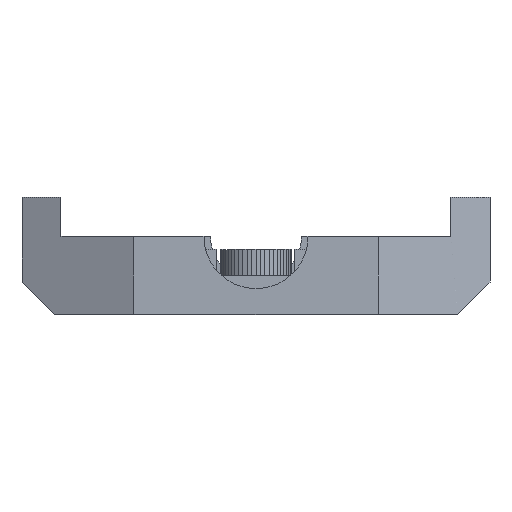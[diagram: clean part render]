
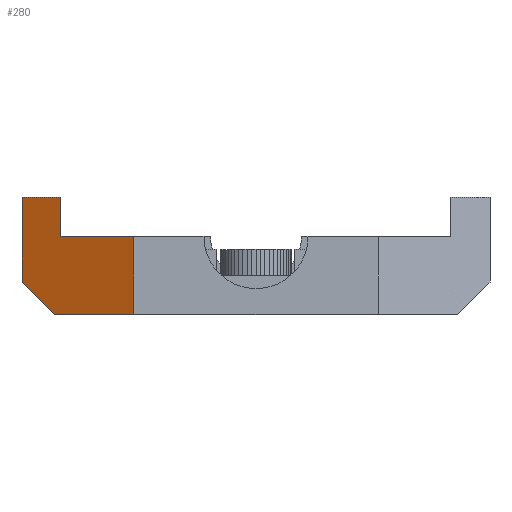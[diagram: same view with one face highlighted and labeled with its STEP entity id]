
A CAD part, front view. The second image highlights one B-rep face of the part: STEP entity #280.
In plain terms, the highlighted planar face has unit normal (-0.423, -0.906, 0).
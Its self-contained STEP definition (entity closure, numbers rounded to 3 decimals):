
#32 = VERTEX_POINT('',#33);
#33 = CARTESIAN_POINT('',(-18.,8.,9.));
#39 = EDGE_CURVE('',#32,#40,#42,.T.);
#40 = VERTEX_POINT('',#41);
#41 = CARTESIAN_POINT('',(-18.,8.,2.485));
#42 = LINE('',#43,#44);
#43 = CARTESIAN_POINT('',(-18.,8.,10.));
#44 = VECTOR('',#45,1.);
#45 = DIRECTION('',(0.,0.,-1.));
#261 = EDGE_CURVE('',#262,#40,#264,.T.);
#262 = VERTEX_POINT('',#263);
#263 = CARTESIAN_POINT('',(-15.515,6.841,
    0.));
#264 = LINE('',#265,#266);
#265 = CARTESIAN_POINT('',(-23.641,10.63,
    8.126));
#266 = VECTOR('',#267,1.);
#267 = DIRECTION('',(-0.672,0.313,0.672));
#280 = ADVANCED_FACE('',(#281),#323,.T.);
#281 = FACE_BOUND('',#282,.T.);
#282 = EDGE_LOOP('',(#283,#291,#292,#293,#301,#309,#317));
#283 = ORIENTED_EDGE('',*,*,#284,.T.);
#284 = EDGE_CURVE('',#285,#32,#287,.T.);
#285 = VERTEX_POINT('',#286);
#286 = CARTESIAN_POINT('',(-15.,6.601,9.));
#287 = LINE('',#288,#289);
#288 = CARTESIAN_POINT('',(-24.128,10.858,9.));
#289 = VECTOR('',#290,1.);
#290 = DIRECTION('',(-0.906,0.423,0.)
  );
#291 = ORIENTED_EDGE('',*,*,#39,.T.);
#292 = ORIENTED_EDGE('',*,*,#261,.F.);
#293 = ORIENTED_EDGE('',*,*,#294,.F.);
#294 = EDGE_CURVE('',#295,#262,#297,.T.);
#295 = VERTEX_POINT('',#296);
#296 = CARTESIAN_POINT('',(-9.422,4.,0.));
#297 = LINE('',#298,#299);
#298 = CARTESIAN_POINT('',(-24.128,10.858,
    0.));
#299 = VECTOR('',#300,1.);
#300 = DIRECTION('',(-0.906,0.423,0.)
  );
#301 = ORIENTED_EDGE('',*,*,#302,.F.);
#302 = EDGE_CURVE('',#303,#295,#305,.T.);
#303 = VERTEX_POINT('',#304);
#304 = CARTESIAN_POINT('',(-9.422,4.,6.));
#305 = LINE('',#306,#307);
#306 = CARTESIAN_POINT('',(-9.422,4.,9.5));
#307 = VECTOR('',#308,1.);
#308 = DIRECTION('',(0.,0.,-1.));
#309 = ORIENTED_EDGE('',*,*,#310,.T.);
#310 = EDGE_CURVE('',#303,#311,#313,.T.);
#311 = VERTEX_POINT('',#312);
#312 = CARTESIAN_POINT('',(-15.,6.601,6.));
#313 = LINE('',#314,#315);
#314 = CARTESIAN_POINT('',(-20.024,8.944,6.));
#315 = VECTOR('',#316,1.);
#316 = DIRECTION('',(-0.906,0.423,0.)
  );
#317 = ORIENTED_EDGE('',*,*,#318,.F.);
#318 = EDGE_CURVE('',#285,#311,#319,.T.);
#319 = LINE('',#320,#321);
#320 = CARTESIAN_POINT('',(-15.,6.601,12.5));
#321 = VECTOR('',#322,1.);
#322 = DIRECTION('',(0.,0.,-1.));
#323 = PLANE('',#324);
#324 = AXIS2_PLACEMENT_3D('',#325,#326,#327);
#325 = CARTESIAN_POINT('',(-18.,8.,10.));
#326 = DIRECTION('',(-0.423,-0.906,0.
    ));
#327 = DIRECTION('',(0.,0.,-1.));
